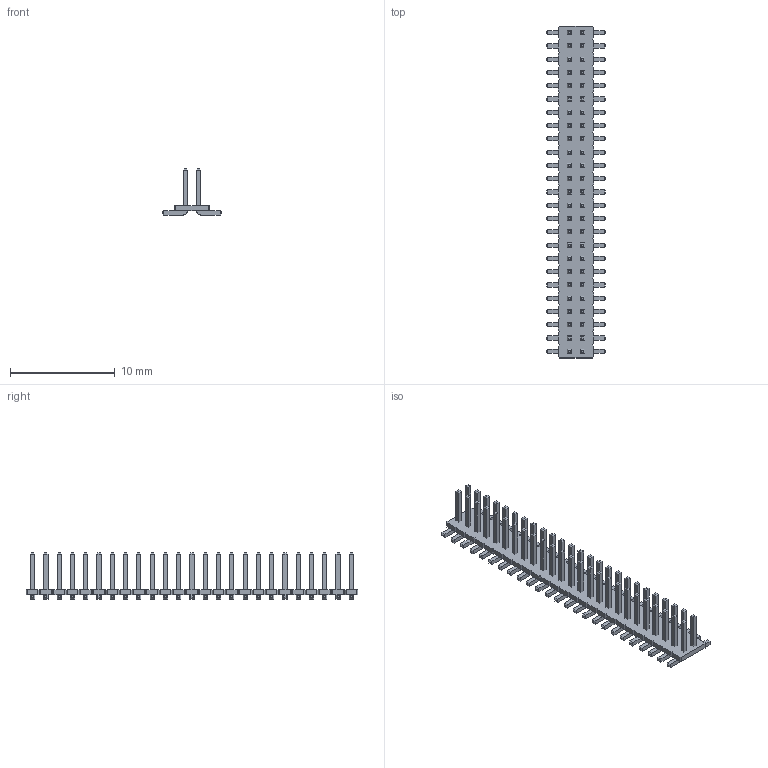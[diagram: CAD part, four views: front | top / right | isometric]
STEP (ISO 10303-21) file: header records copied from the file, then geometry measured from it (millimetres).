
FILE_DESCRIPTION(/* description */ ('model of PinHeader_2x25_P1.27mm_Vertical_SMD'),/* implementation_level */ '2;1');
FILE_NAME(/* name */ 'PinHeader_2x25_P1.27mm_Vertical_SMD.step',/* time_stamp */ '2018-01-24T13:10:09',/* author */ ('kicad StepUp','ksu'),/* organization */ ('FreeCAD'),/* preprocessor_version */ 'OCC',/* originating_system */ 'kicad StepUp',/* authorisation */ '');
FILE_SCHEMA(('AUTOMOTIVE_DESIGN { 1 0 10303 214 1 1 1 1 }'));
Length unit declared in the file: millimetre
Products named in the file (2): PinHeader_2x25_P127mm_Vertical_SMD; Shape0_70741765613
Bounding box: 5.57 x 31.75 x 4.4 mm (x, y, z)
Volume: 103 mm3; surface area: 757.9 mm2
Topology: 51 solids, 51 shells, 1004 faces, 2306 edges, 1404 vertices
Faces by surface type: plane 954, cylinder 50
Entity records: 17832 total; most frequent: ORIENTED_EDGE 3510, CARTESIAN_POINT 2961, EDGE_CURVE 2306, LINE 2206, VERTEX_POINT 1404, AXIS2_PLACEMENT_3D 1080, ADVANCED_FACE 1004, FACE_BOUND 1004
